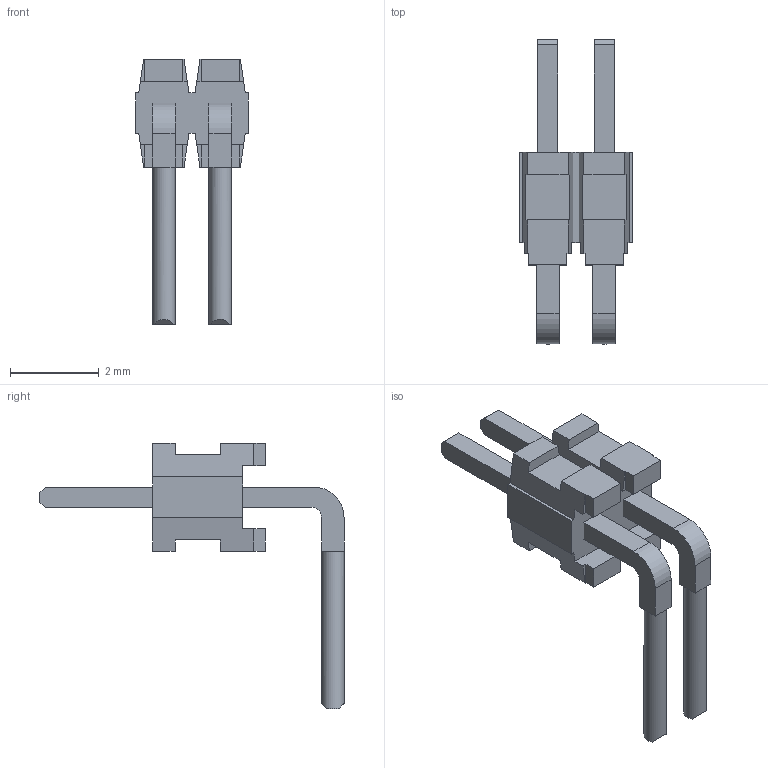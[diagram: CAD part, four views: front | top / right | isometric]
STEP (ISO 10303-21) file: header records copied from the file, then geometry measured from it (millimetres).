
FILE_DESCRIPTION(/* description */ ('STEP AP214'),/* implementation_level */ '2;1');
FILE_NAME(/* name */ 'TMS-102-02-G-S-RA',/* time_stamp */ '2024-05-27T10:34:51+02:00',/* author */ ('License CC BY-ND 4.0'),/* organization */ ('CADENAS'),/* preprocessor_version */ 'ST-DEVELOPER v19.3',/* originating_system */ 'PARTsolutions',/* authorisation */ ' ');
FILE_SCHEMA (('AUTOMOTIVE_DESIGN {1 0 10303 214 3 1 1}'));
Length unit declared in the file: inch
Products named in the file (3): TMS-102-02-G-S-RA; TMS-102-S_header; T-1M6-02-02-S-RA
Assembly tree (2 placements, depth 2):
  TMS-102-02-G-S-RA
    TMS-102-S_header
    T-1M6-02-02-S-RA
Bounding box: 2.54 x 6.86 x 5.99 mm (x, y, z)
Volume: 15.5 mm3; surface area: 91.6 mm2
Topology: 2 solids, 2 shells, 122 faces, 344 edges, 226 vertices
Faces by surface type: plane 116, cylinder 6
Full cylindrical faces by diameter (mm): 0.508 x2
Entity records: 3930 total; most frequent: CARTESIAN_POINT 689, ORIENTED_EDGE 680, DIRECTION 614, EDGE_CURVE 340, LINE 316, VECTOR 316, VERTEX_POINT 224, AXIS2_PLACEMENT_3D 149
